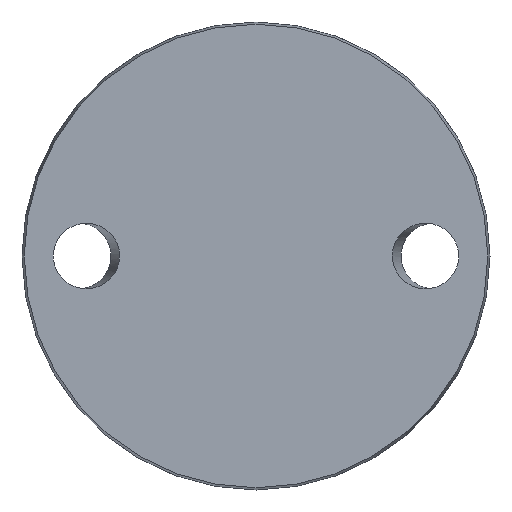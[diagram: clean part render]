
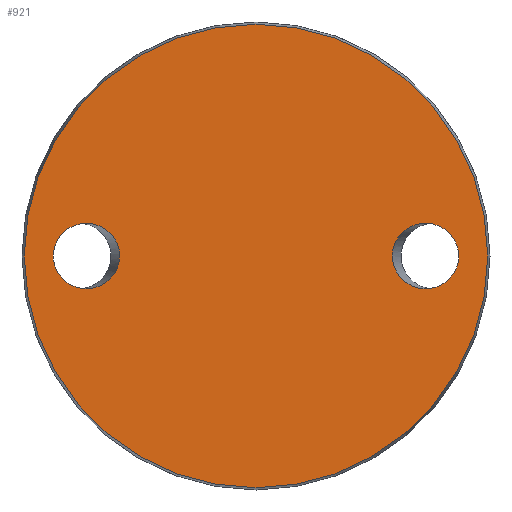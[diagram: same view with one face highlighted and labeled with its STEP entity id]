
A CAD part, front view. The second image highlights one B-rep face of the part: STEP entity #921.
In plain terms, the highlighted planar face has unit normal (0, -1, 0).
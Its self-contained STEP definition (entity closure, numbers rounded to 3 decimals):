
#22 = CARTESIAN_POINT ( 'NONE',  ( 34.385, 0., 16.5 ) ) ;
#67 = CARTESIAN_POINT ( 'NONE',  ( -34.385, 0., -16.5 ) ) ;
#83 = CARTESIAN_POINT ( 'NONE',  ( -51.115, 0., 0. ) ) ;
#95 = VERTEX_POINT ( 'NONE', #866 ) ;
#105 = ORIENTED_EDGE ( 'NONE', *, *, #374, .F. ) ;
#109 = CARTESIAN_POINT ( 'NONE',  ( 34.385, 0., 0. ) ) ;
#136 = CARTESIAN_POINT ( 'NONE',  ( -51.115, 0., 0. ) ) ;
#189 = CARTESIAN_POINT ( 'NONE',  ( 34.385, 0., -16.5 ) ) ;
#199 = CARTESIAN_POINT ( 'NONE',  ( 51.115, 0., 0. ) ) ;
#256 = VERTEX_POINT ( 'NONE', #83 ) ;
#260 =( BOUNDED_CURVE ( )  B_SPLINE_CURVE ( 3, ( #456, #525, #384, #978, #67, #821, #136 ),
 .UNSPECIFIED., .T., .T. ) 
 B_SPLINE_CURVE_WITH_KNOTS ( ( 4, 3, 4 ),
 ( 0., 3.142, 6.283 ),
 .UNSPECIFIED. ) 
 CURVE ( )  GEOMETRIC_REPRESENTATION_ITEM ( )  RATIONAL_B_SPLINE_CURVE ( ( 1., 0.333, 0.333, 1., 0.333, 0.333, 1. ) ) 
 REPRESENTATION_ITEM ( '' )  );
#278 = DIRECTION ( 'NONE',  ( 0., 0., -1. ) ) ;
#295 = CARTESIAN_POINT ( 'NONE',  ( -58.425, 0., 0. ) ) ;
#300 = DIRECTION ( 'NONE',  ( 0., 1., 0. ) ) ;
#310 = FACE_BOUND ( 'NONE', #386, .T. ) ;
#374 = EDGE_CURVE ( 'NONE', #845, #845, #627, .T. ) ;
#384 = CARTESIAN_POINT ( 'NONE',  ( -34.385, 0., 16.5 ) ) ;
#386 = EDGE_LOOP ( 'NONE', ( #826 ) ) ;
#456 = CARTESIAN_POINT ( 'NONE',  ( -51.115, 0., 0. ) ) ;
#498 = AXIS2_PLACEMENT_3D ( 'NONE', #655, #958, #278 ) ;
#504 = CARTESIAN_POINT ( 'NONE',  ( 51.115, 0., -16.5 ) ) ;
#525 = CARTESIAN_POINT ( 'NONE',  ( -51.115, 0., 16.5 ) ) ;
#528 = FACE_OUTER_BOUND ( 'NONE', #575, .T. ) ;
#545 = CARTESIAN_POINT ( 'NONE',  ( 34.385, 0., 0. ) ) ;
#575 = EDGE_LOOP ( 'NONE', ( #897 ) ) ;
#627 =( BOUNDED_CURVE ( )  B_SPLINE_CURVE ( 3, ( #644, #189, #504, #199, #801, #22, #109 ),
 .UNSPECIFIED., .T., .F. ) 
 B_SPLINE_CURVE_WITH_KNOTS ( ( 4, 3, 4 ),
 ( 0., 3.142, 6.283 ),
 .UNSPECIFIED. ) 
 CURVE ( )  GEOMETRIC_REPRESENTATION_ITEM ( )  RATIONAL_B_SPLINE_CURVE ( ( 1., 0.333, 0.333, 1., 0.333, 0.333, 1. ) ) 
 REPRESENTATION_ITEM ( '' )  );
#644 = CARTESIAN_POINT ( 'NONE',  ( 34.385, 0., 0. ) ) ;
#655 = CARTESIAN_POINT ( 'NONE',  ( 0., 0., 0. ) ) ;
#677 = EDGE_LOOP ( 'NONE', ( #105 ) ) ;
#768 = DIRECTION ( 'NONE',  ( 0., 0., 1. ) ) ;
#792 = CIRCLE ( 'NONE', #498, 58.425 ) ;
#795 = EDGE_CURVE ( 'NONE', #95, #95, #792, .T. ) ;
#801 = CARTESIAN_POINT ( 'NONE',  ( 51.115, 0., 16.5 ) ) ;
#821 = CARTESIAN_POINT ( 'NONE',  ( -51.115, 0., -16.5 ) ) ;
#826 = ORIENTED_EDGE ( 'NONE', *, *, #977, .T. ) ;
#845 = VERTEX_POINT ( 'NONE', #545 ) ;
#866 = CARTESIAN_POINT ( 'NONE',  ( 0., 0., -58.425 ) ) ;
#896 = FACE_BOUND ( 'NONE', #677, .T. ) ;
#897 = ORIENTED_EDGE ( 'NONE', *, *, #795, .T. ) ;
#921 = ADVANCED_FACE ( 'NONE', ( #310, #896, #528 ), #987, .F. ) ;
#958 = DIRECTION ( 'NONE',  ( 0., -1., 0. ) ) ;
#977 = EDGE_CURVE ( 'NONE', #256, #256, #260, .T. ) ;
#978 = CARTESIAN_POINT ( 'NONE',  ( -34.385, 0., 0. ) ) ;
#987 = PLANE ( 'NONE',  #992 ) ;
#992 = AXIS2_PLACEMENT_3D ( 'NONE', #295, #300, #768 ) ;
